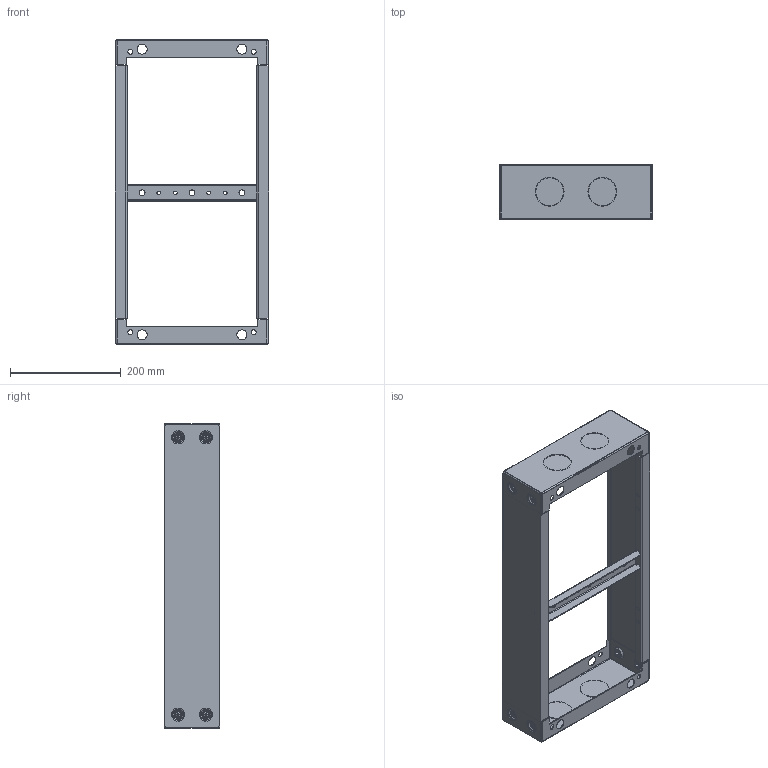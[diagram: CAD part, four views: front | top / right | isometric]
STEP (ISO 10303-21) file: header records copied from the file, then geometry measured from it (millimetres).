
FILE_DESCRIPTION((''),'2;1');
FILE_NAME('PRE-550MM_ASM','2023-01-27T09:14:25',('klemen.sitar'),('Audax d.o.o.'),'CREO PARAMETRIC BY PTC INC, 2021304','CREO PARAMETRIC BY PTC INC, 2021304','');
FILE_SCHEMA(('AP242_MANAGED_MODEL_BASED_3D_ENGINEERING_MIM_LF { 1 0 10303 442 1 1 4 }'));
Length unit declared in the file: millimetre
Products named in the file (10): X1_1; X1_1_1; P4_1_1_1_1_1; PP3-SCREW_1_1_1_1_1; ASM0001_ASM_1_1_ASM_1_ASM_1_ASM; P4_1_1_1_2_1; PP3-SCREW_1_1_1_2_1; ASM0001_ASM_1_ASM_1_1_ASM_1_ASM; PP-METAL-PIECE_1_1; PRE-550MM_ASM
Assembly tree (15 placements, depth 3):
  PRE-550MM_ASM
    X1_1
    X1_1_1
    ASM0001_ASM_1_1_ASM_1_ASM_1_ASM
      P4_1_1_1_1_1
      PP3-SCREW_1_1_1_1_1  x4
    ASM0001_ASM_1_ASM_1_1_ASM_1_ASM
      P4_1_1_1_2_1
      PP3-SCREW_1_1_1_2_1  x4
    PP-METAL-PIECE_1_1
Bounding box: 277.3 x 100 x 550 mm (x, y, z)
Volume: 418536.3 mm3; surface area: 553521.8 mm2
Topology: 13 solids, 13 shells, 732 faces, 1906 edges, 1292 vertices
Faces by surface type: plane 330, cylinder 170, torus 144, cone 64, revolution 16, sphere 8
Entity records: 26674 total; most frequent: CARTESIAN_POINT 3338, DIRECTION 3116, ORIENTED_EDGE 2700, PRESENTATION_STYLE_ASSIGNMENT 1941, STYLED_ITEM 1941, CURVE_STYLE 1388, EDGE_CURVE 1350, AXIS2_PLACEMENT_3D 1216
